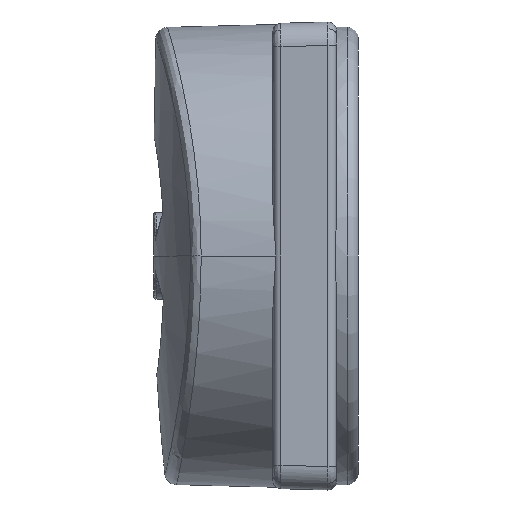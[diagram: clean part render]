
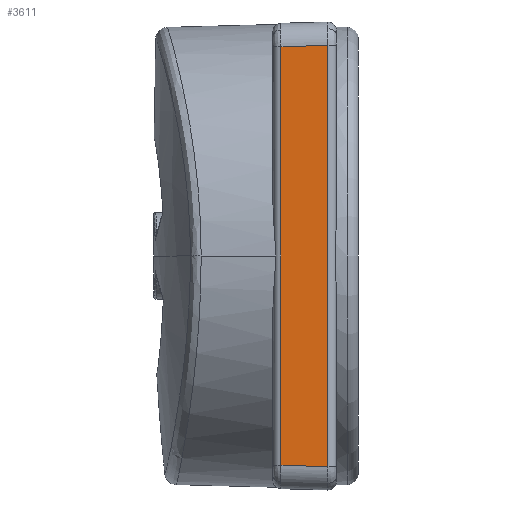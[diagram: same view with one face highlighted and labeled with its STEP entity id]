
A CAD part, front view. The second image highlights one B-rep face of the part: STEP entity #3611.
In plain terms, the highlighted planar face has unit normal (-0.026, -1, 0).
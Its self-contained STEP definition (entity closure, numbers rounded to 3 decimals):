
#340 = LINE ( 'NONE', #7265, #9235 ) ;
#895 = EDGE_CURVE ( 'NONE', #5467, #4271, #340, .T. ) ;
#906 = CARTESIAN_POINT ( 'NONE',  ( -85.059, -9.938, -8.939 ) ) ;
#1093 = LINE ( 'NONE', #4116, #4742 ) ;
#1329 = EDGE_LOOP ( 'NONE', ( #5317, #7606, #3268, #9614 ) ) ;
#1494 = CARTESIAN_POINT ( 'NONE',  ( -85.059, -9.938, 8.939 ) ) ;
#1584 = PLANE ( 'NONE',  #5049 ) ;
#1645 = DIRECTION ( 'NONE',  ( -1., 0.026, 0. ) ) ;
#1861 = VERTEX_POINT ( 'NONE', #1494 ) ;
#2138 = DIRECTION ( 'NONE',  ( 0., 0., -1. ) ) ;
#2359 = EDGE_CURVE ( 'NONE', #8152, #1861, #9723, .T. ) ;
#2617 = EDGE_CURVE ( 'NONE', #1861, #5467, #3892, .T. ) ;
#2747 = DIRECTION ( 'NONE',  ( 0., 0., 1. ) ) ;
#2959 = EDGE_CURVE ( 'NONE', #4271, #8152, #1093, .T. ) ;
#3268 = ORIENTED_EDGE ( 'NONE', *, *, #2959, .F. ) ;
#3552 = DIRECTION ( 'NONE',  ( -0.999, 0.026, 0.026 ) ) ;
#3611 = ADVANCED_FACE ( 'NONE', ( #7275 ), #1584, .T. ) ;
#3661 = VECTOR ( 'NONE', #6879, 1000. ) ;
#3892 = LINE ( 'NONE', #7613, #3661 ) ;
#4116 = CARTESIAN_POINT ( 'NONE',  ( -83.197, -9.987, -8.987 ) ) ;
#4271 = VERTEX_POINT ( 'NONE', #8436 ) ;
#4742 = VECTOR ( 'NONE', #3552, 1000. ) ;
#5049 = AXIS2_PLACEMENT_3D ( 'NONE', #7887, #7817, #1645 ) ;
#5317 = ORIENTED_EDGE ( 'NONE', *, *, #2617, .F. ) ;
#5467 = VERTEX_POINT ( 'NONE', #9320 ) ;
#6879 = DIRECTION ( 'NONE',  ( 0.999, -0.026, 0.026 ) ) ;
#7265 = CARTESIAN_POINT ( 'NONE',  ( -83.059, -9.991, -9. ) ) ;
#7275 = FACE_OUTER_BOUND ( 'NONE', #1329, .T. ) ;
#7397 = VECTOR ( 'NONE', #2747, 1000. ) ;
#7606 = ORIENTED_EDGE ( 'NONE', *, *, #2359, .F. ) ;
#7613 = CARTESIAN_POINT ( 'NONE',  ( -82.674, -10.001, 9.001 ) ) ;
#7817 = DIRECTION ( 'NONE',  ( -0.026, -1., 0. ) ) ;
#7887 = CARTESIAN_POINT ( 'NONE',  ( -82.7, -10., 10. ) ) ;
#8152 = VERTEX_POINT ( 'NONE', #906 ) ;
#8436 = CARTESIAN_POINT ( 'NONE',  ( -83.059, -9.991, -8.991 ) ) ;
#8788 = CARTESIAN_POINT ( 'NONE',  ( -85.059, -9.938, 10. ) ) ;
#9235 = VECTOR ( 'NONE', #2138, 1000. ) ;
#9320 = CARTESIAN_POINT ( 'NONE',  ( -83.059, -9.991, 8.991 ) ) ;
#9614 = ORIENTED_EDGE ( 'NONE', *, *, #895, .F. ) ;
#9723 = LINE ( 'NONE', #8788, #7397 ) ;
